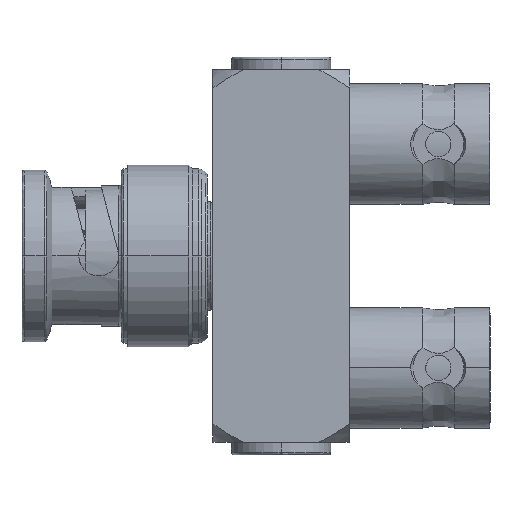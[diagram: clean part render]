
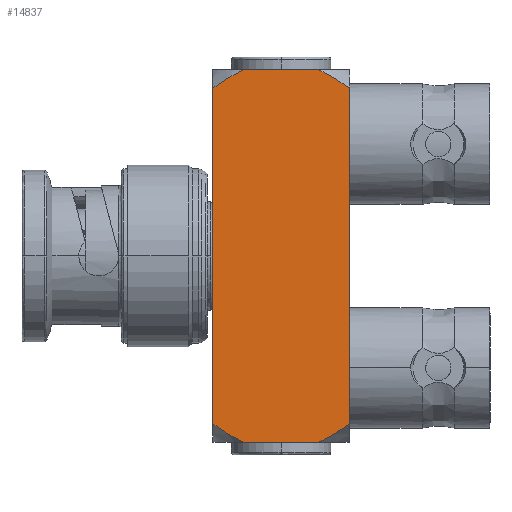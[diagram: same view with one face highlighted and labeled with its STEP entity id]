
A CAD part, left-side view. The second image highlights one B-rep face of the part: STEP entity #14837.
In plain terms, the highlighted planar face has unit normal (-1, 0, 0).
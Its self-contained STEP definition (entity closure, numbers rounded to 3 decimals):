
#1119 = ORIENTED_EDGE ( 'NONE', *, *, #23254, .T. ) ;
#1255 = LINE ( 'NONE', #8741, #12250 ) ;
#1568 = CARTESIAN_POINT ( 'NONE',  ( -5.5, -3.031, 0. ) ) ;
#1793 = CARTESIAN_POINT ( 'NONE',  ( -5.5, 5.5, -1.498 ) ) ;
#2583 = CARTESIAN_POINT ( 'NONE',  ( -5.5, -5.5, -15. ) ) ;
#2788 = CARTESIAN_POINT ( 'NONE',  ( -5.5, 5.5, 0. ) ) ;
#3201 = VERTEX_POINT ( 'NONE', #12954 ) ;
#3313 = B_SPLINE_CURVE_WITH_KNOTS ( 'NONE', 3,
 ( #7571, #7765, #7771, #7543, #7534, #7506 ),
 .UNSPECIFIED., .F., .F.,
 ( 4, 2, 4 ),
 ( 0., 0.001, 0.003 ),
 .UNSPECIFIED. ) ;
#3355 = VERTEX_POINT ( 'NONE', #18853 ) ;
#3579 = AXIS2_PLACEMENT_3D ( 'NONE', #10144, #26602, #12510 ) ;
#4315 = B_SPLINE_CURVE_WITH_KNOTS ( 'NONE', 3,
 ( #25529, #8958, #23267, #9164, #25640, #11545 ),
 .UNSPECIFIED., .F., .F.,
 ( 4, 2, 4 ),
 ( 0., 0.001, 0.003 ),
 .UNSPECIFIED. ) ;
#4319 = VERTEX_POINT ( 'NONE', #6913 ) ;
#4758 = B_SPLINE_CURVE_WITH_KNOTS ( 'NONE', 3,
 ( #10873, #13028, #13214, #29688, #15641, #1568 ),
 .UNSPECIFIED., .F., .F.,
 ( 4, 2, 4 ),
 ( 0., 0.001, 0.003 ),
 .UNSPECIFIED. ) ;
#4909 = DIRECTION ( 'NONE',  ( 0., 0., 1. ) ) ;
#4970 = VERTEX_POINT ( 'NONE', #25539 ) ;
#6179 = ORIENTED_EDGE ( 'NONE', *, *, #20079, .T. ) ;
#6199 = EDGE_CURVE ( 'NONE', #17583, #15082, #3313, .T. ) ;
#6387 = DIRECTION ( 'NONE',  ( 0., -1., 0. ) ) ;
#6913 = CARTESIAN_POINT ( 'NONE',  ( -5.5, -5.5, -1.498 ) ) ;
#7506 = CARTESIAN_POINT ( 'NONE',  ( -5.5, 3.031, -30. ) ) ;
#7534 = CARTESIAN_POINT ( 'NONE',  ( -5.5, 3.467, -29.79 ) ) ;
#7543 = CARTESIAN_POINT ( 'NONE',  ( -5.5, 3.886, -29.553 ) ) ;
#7571 = CARTESIAN_POINT ( 'NONE',  ( -5.5, 5.5, -28.502 ) ) ;
#7765 = CARTESIAN_POINT ( 'NONE',  ( -5.5, 5.106, -28.78 ) ) ;
#7771 = CARTESIAN_POINT ( 'NONE',  ( -5.5, 4.706, -29.049 ) ) ;
#7957 = ORIENTED_EDGE ( 'NONE', *, *, #6199, .T. ) ;
#8580 = B_SPLINE_CURVE_WITH_KNOTS ( 'NONE', 3,
 ( #25176, #8709, #13438, #29898, #15841, #1793 ),
 .UNSPECIFIED., .F., .F.,
 ( 4, 2, 4 ),
 ( 0., 0.001, 0.003 ),
 .UNSPECIFIED. ) ;
#8709 = CARTESIAN_POINT ( 'NONE',  ( -5.5, 3.467, -0.21 ) ) ;
#8741 = CARTESIAN_POINT ( 'NONE',  ( -5.5, 5.5, -30. ) ) ;
#8958 = CARTESIAN_POINT ( 'NONE',  ( -5.5, -3.467, -29.79 ) ) ;
#9164 = CARTESIAN_POINT ( 'NONE',  ( -5.5, -4.706, -29.049 ) ) ;
#9654 = VECTOR ( 'NONE', #19247, 1000. ) ;
#9981 = VECTOR ( 'NONE', #4909, 1000. ) ;
#10144 = CARTESIAN_POINT ( 'NONE',  ( -5.5, 5.5, -15. ) ) ;
#10873 = CARTESIAN_POINT ( 'NONE',  ( -5.5, -5.5, -1.498 ) ) ;
#11545 = CARTESIAN_POINT ( 'NONE',  ( -5.5, -5.5, -28.502 ) ) ;
#12250 = VECTOR ( 'NONE', #6387, 1000. ) ;
#12420 = PLANE ( 'NONE',  #3579 ) ;
#12510 = DIRECTION ( 'NONE',  ( 0., 0., 1. ) ) ;
#12954 = CARTESIAN_POINT ( 'NONE',  ( -5.5, -5.5, -28.502 ) ) ;
#12979 = EDGE_CURVE ( 'NONE', #16093, #17583, #28426, .T. ) ;
#13028 = CARTESIAN_POINT ( 'NONE',  ( -5.5, -5.106, -1.22 ) ) ;
#13214 = CARTESIAN_POINT ( 'NONE',  ( -5.5, -4.706, -0.951 ) ) ;
#13438 = CARTESIAN_POINT ( 'NONE',  ( -5.5, 3.886, -0.447 ) ) ;
#14468 = EDGE_CURVE ( 'NONE', #4970, #16093, #8580, .T. ) ;
#14837 = ADVANCED_FACE ( 'NONE', ( #17625 ), #12420, .T. ) ;
#15082 = VERTEX_POINT ( 'NONE', #20591 ) ;
#15265 = LINE ( 'NONE', #2788, #21508 ) ;
#15534 = LINE ( 'NONE', #2583, #9981 ) ;
#15641 = CARTESIAN_POINT ( 'NONE',  ( -5.5, -3.467, -0.21 ) ) ;
#15717 = CARTESIAN_POINT ( 'NONE',  ( -5.5, 5.5, -1.498 ) ) ;
#15732 = CARTESIAN_POINT ( 'NONE',  ( -5.5, -3.031, 0. ) ) ;
#15841 = CARTESIAN_POINT ( 'NONE',  ( -5.5, 5.106, -1.22 ) ) ;
#15942 = EDGE_CURVE ( 'NONE', #17561, #4970, #15265, .T. ) ;
#16093 = VERTEX_POINT ( 'NONE', #15717 ) ;
#16407 = ORIENTED_EDGE ( 'NONE', *, *, #28256, .T. ) ;
#16874 = DIRECTION ( 'NONE',  ( 0., 1., 0. ) ) ;
#16923 = CARTESIAN_POINT ( 'NONE',  ( -5.5, 5.5, -15. ) ) ;
#17241 = ORIENTED_EDGE ( 'NONE', *, *, #29069, .T. ) ;
#17561 = VERTEX_POINT ( 'NONE', #15732 ) ;
#17583 = VERTEX_POINT ( 'NONE', #29774 ) ;
#17625 = FACE_OUTER_BOUND ( 'NONE', #18063, .T. ) ;
#18063 = EDGE_LOOP ( 'NONE', ( #20503, #29229, #19698, #7957, #6179, #1119, #16407, #17241 ) ) ;
#18853 = CARTESIAN_POINT ( 'NONE',  ( -5.5, -3.031, -30. ) ) ;
#19247 = DIRECTION ( 'NONE',  ( 0., 0., -1. ) ) ;
#19698 = ORIENTED_EDGE ( 'NONE', *, *, #12979, .T. ) ;
#20079 = EDGE_CURVE ( 'NONE', #15082, #3355, #1255, .T. ) ;
#20503 = ORIENTED_EDGE ( 'NONE', *, *, #15942, .T. ) ;
#20591 = CARTESIAN_POINT ( 'NONE',  ( -5.5, 3.031, -30. ) ) ;
#21508 = VECTOR ( 'NONE', #16874, 1000. ) ;
#23254 = EDGE_CURVE ( 'NONE', #3355, #3201, #4315, .T. ) ;
#23267 = CARTESIAN_POINT ( 'NONE',  ( -5.5, -3.886, -29.553 ) ) ;
#25176 = CARTESIAN_POINT ( 'NONE',  ( -5.5, 3.031, 0. ) ) ;
#25529 = CARTESIAN_POINT ( 'NONE',  ( -5.5, -3.031, -30. ) ) ;
#25539 = CARTESIAN_POINT ( 'NONE',  ( -5.5, 3.031, 0. ) ) ;
#25640 = CARTESIAN_POINT ( 'NONE',  ( -5.5, -5.106, -28.78 ) ) ;
#26602 = DIRECTION ( 'NONE',  ( -1., 0., 0. ) ) ;
#28256 = EDGE_CURVE ( 'NONE', #3201, #4319, #15534, .T. ) ;
#28426 = LINE ( 'NONE', #16923, #9654 ) ;
#29069 = EDGE_CURVE ( 'NONE', #4319, #17561, #4758, .T. ) ;
#29229 = ORIENTED_EDGE ( 'NONE', *, *, #14468, .T. ) ;
#29688 = CARTESIAN_POINT ( 'NONE',  ( -5.5, -3.886, -0.447 ) ) ;
#29774 = CARTESIAN_POINT ( 'NONE',  ( -5.5, 5.5, -28.502 ) ) ;
#29898 = CARTESIAN_POINT ( 'NONE',  ( -5.5, 4.706, -0.951 ) ) ;
